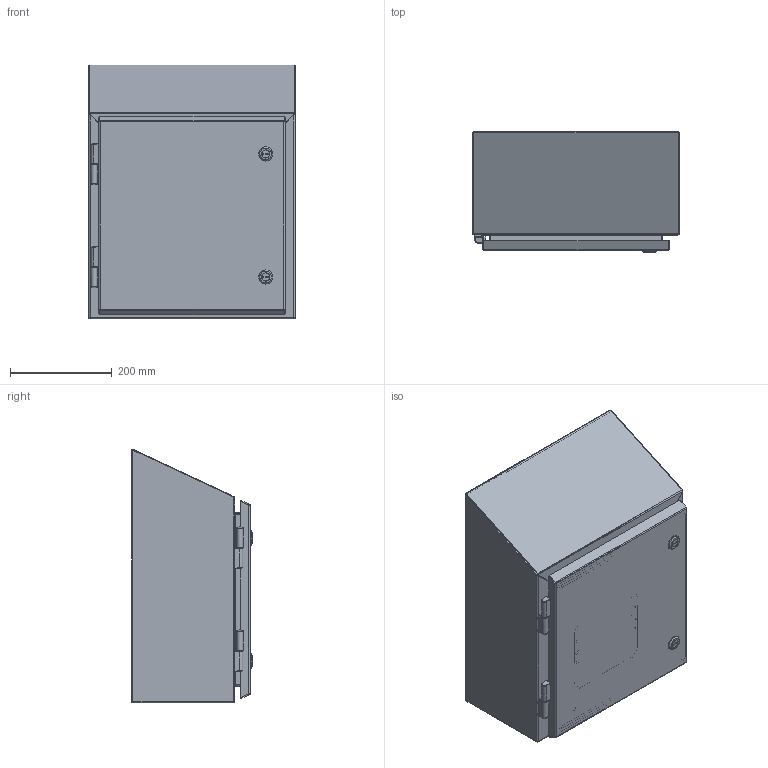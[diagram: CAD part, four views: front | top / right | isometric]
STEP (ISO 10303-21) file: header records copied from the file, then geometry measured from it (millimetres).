
FILE_DESCRIPTION (( 'STEP AP214' ), '1' );
FILE_NAME ('HWST16168SS.STEP', '2020-11-21T15:48:07', ( '' ), ( '' ), 'SwSTEP 2.0', 'SolidWorks 2019', '' );
FILE_SCHEMA (( 'AUTOMOTIVE_DESIGN' ));
Length unit declared in the file: inch
Products named in the file (1): HWST16168SS
Bounding box: 406.4 x 238 x 499.97 mm (x, y, z)
Volume: 1714958.9 mm3; surface area: 1810161.5 mm2
Topology: 43 solids, 44 shells, 1055 faces, 2502 edges, 1554 vertices
Faces by surface type: plane 649, cylinder 292, bspline 62, cone 42, torus 10
Full cylindrical faces by diameter (mm): 3.307 x2, 4.166 x2, 4.917 x8, 5 x2, 5.74 x8, 6 x6, 6.096 x4, 6.1 x4, 6.35 x4, 6.985 x4, 7.937 x2, 8.433 x4, 9.347 x2, 9.525 x4, 9.83 x4, 12.7 x8, 13.335 x2, 15.875 x6, 16.002 x2, 16.51 x4, 19.5 x2, 19.939 x2, 27.94 x2, 88.9 x1
Entity records: 36123 total; most frequent: CARTESIAN_POINT 11357, ORIENTED_EDGE 4642, DIRECTION 4615, EDGE_CURVE 2321, AXIS2_PLACEMENT_3D 1584, VERTEX_POINT 1516, VECTOR 1447, LINE 1447
